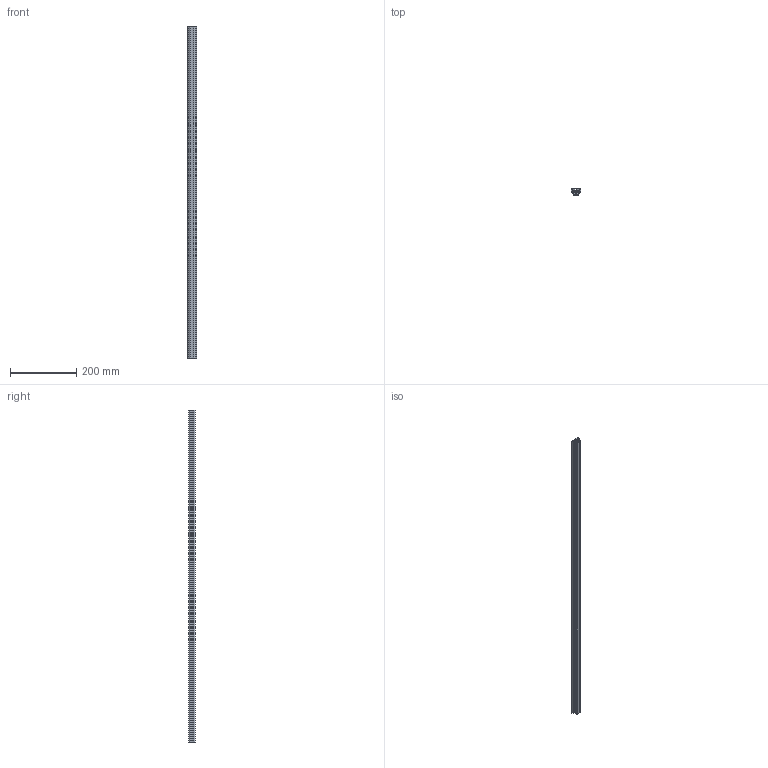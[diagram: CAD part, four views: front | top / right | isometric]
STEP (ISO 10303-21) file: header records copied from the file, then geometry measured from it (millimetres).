
FILE_DESCRIPTION(/* description */ (''),/* implementation_level */ '2;1');
FILE_NAME(/* name */ '10169_KriTec_Profil_5_R20_40_45Grad.stp',/* time_stamp */ '2015-01-19T09:14:59+01:00',/* author */ ('kostic'),/* organization */ (''),/* preprocessor_version */ 'ST-DEVELOPER v15.2',/* originating_system */ 'Autodesk Inventor 2014',/* authorisation */ '');
FILE_SCHEMA (('AUTOMOTIVE_DESIGN { 1 0 10303 214 3 1 1 }'));
Length unit declared in the file: millimetre
Products named in the file (1): 10169_KriTec_Profil_5_R20_40-45°
Bounding box: 29.35 x 20.99 x 1000 mm (x, y, z)
Volume: 239228.2 mm3; surface area: 211713.8 mm2
Topology: 1 solids, 1 shells, 62 faces, 180 edges, 120 vertices
Faces by surface type: cylinder 36, plane 26
Full cylindrical faces by diameter (mm): 4.3 x1
Entity records: 2104 total; most frequent: DIRECTION 377, CARTESIAN_POINT 362, ORIENTED_EDGE 358, EDGE_CURVE 179, AXIS2_PLACEMENT_3D 135, VERTEX_POINT 120, LINE 107, VECTOR 107
